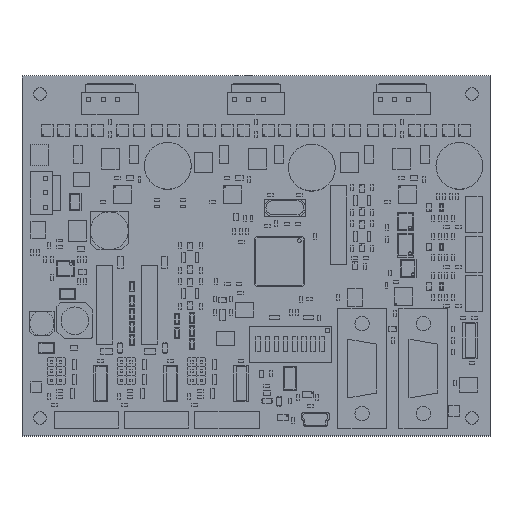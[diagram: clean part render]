
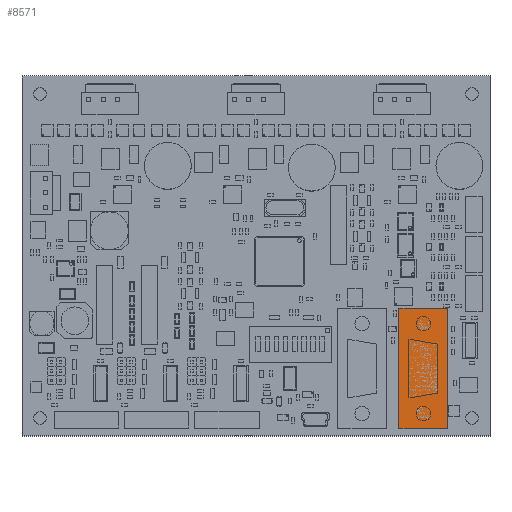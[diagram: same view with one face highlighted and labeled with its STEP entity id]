
A CAD part, top view. The second image highlights one B-rep face of the part: STEP entity #8571.
In plain terms, the highlighted planar face has unit normal (0, 0, 1).
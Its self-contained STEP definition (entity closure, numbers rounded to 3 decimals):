
#8571=ADVANCED_FACE('',(#16988),#16989,.T.);
#16988=FACE_OUTER_BOUND('',#27144,.T.);
#16989=PLANE('',#27145);
#27144=EDGE_LOOP('',(#44609,#44610,#44611,#44612));
#27145=AXIS2_PLACEMENT_3D('',#44613,#44614,#44615);
#44609=ORIENTED_EDGE('',*,*,#61794,.F.);
#44610=ORIENTED_EDGE('',*,*,#61795,.F.);
#44611=ORIENTED_EDGE('',*,*,#61796,.F.);
#44612=ORIENTED_EDGE('',*,*,#57307,.F.);
#44613=CARTESIAN_POINT('',(111.5,18.7,13.516));
#44614=DIRECTION('',(0.0,-0.0,1.0));
#44615=DIRECTION('',(0.,1.0,0.0));
#57307=EDGE_CURVE('',#68259,#68261,#68262,.T.);
#61794=EDGE_CURVE('',#74890,#68259,#74891,.T.);
#61795=EDGE_CURVE('',#74892,#74890,#74893,.T.);
#61796=EDGE_CURVE('',#68261,#74892,#74894,.T.);
#68259=VERTEX_POINT('',#83365);
#68261=VERTEX_POINT('',#83368);
#68262=LINE('',#83369,#83370);
#74890=VERTEX_POINT('',#92942);
#74891=LINE('',#92943,#92944);
#74892=VERTEX_POINT('',#92945);
#74893=LINE('',#92946,#92947);
#74894=LINE('',#92948,#92949);
#83365=CARTESIAN_POINT('',(104.7,2.0,13.516));
#83368=CARTESIAN_POINT('',(104.7,35.4,13.516));
#83369=CARTESIAN_POINT('',(104.7,35.4,13.516));
#83370=VECTOR('',#99078,1.0);
#92942=CARTESIAN_POINT('',(118.3,2.0,13.516));
#92943=CARTESIAN_POINT('',(104.7,2.0,13.516));
#92944=VECTOR('',#102734,1.0);
#92945=CARTESIAN_POINT('',(118.3,35.4,13.516));
#92946=CARTESIAN_POINT('',(118.3,2.0,13.516));
#92947=VECTOR('',#102735,1.0);
#92948=CARTESIAN_POINT('',(118.3,35.4,13.516));
#92949=VECTOR('',#102736,1.0);
#99078=DIRECTION('',(0.,1.0,0.0));
#102734=DIRECTION('',(-1.0,0.,0.0));
#102735=DIRECTION('',(0.,-1.0,-0.0));
#102736=DIRECTION('',(1.0,0.,-0.0));
